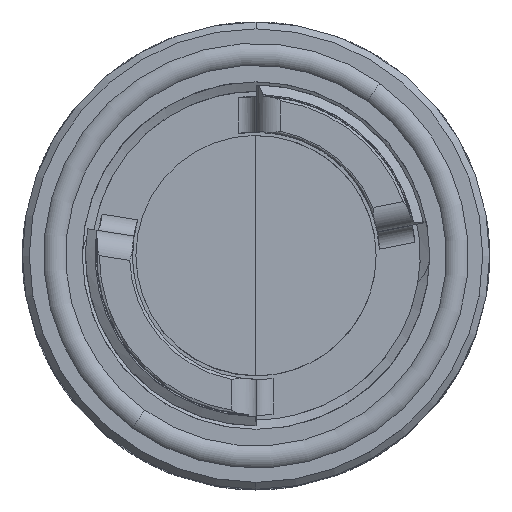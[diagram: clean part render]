
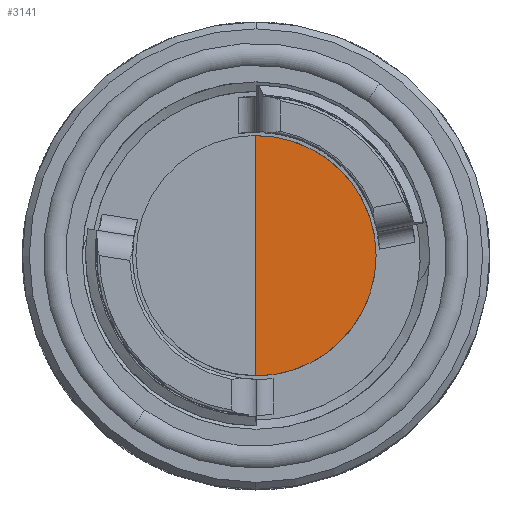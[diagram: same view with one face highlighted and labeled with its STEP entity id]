
A CAD part, top view. The second image highlights one B-rep face of the part: STEP entity #3141.
In plain terms, the highlighted planar face has unit normal (0, 0, 1).
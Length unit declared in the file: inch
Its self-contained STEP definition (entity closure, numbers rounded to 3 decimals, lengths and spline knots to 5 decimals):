
#118 = AXIS2_PLACEMENT_3D ( 'NONE', #6382, #4884, #7635 ) ;
#620 = CARTESIAN_POINT ( 'NONE',  ( 0., 0., -0.754 ) ) ;
#757 = FACE_OUTER_BOUND ( 'NONE', #8445, .T. ) ;
#806 = DIRECTION ( 'NONE',  ( 0., 0., 1. ) ) ;
#1347 = DIRECTION ( 'NONE',  ( 0., 1., 0. ) ) ;
#1619 = EDGE_CURVE ( 'NONE', #7336, #6714, #9237, .T. ) ;
#2638 = EDGE_CURVE ( 'NONE', #6714, #3994, #4163, .T. ) ;
#3141 = ADVANCED_FACE ( 'NONE', ( #757 ), #8664, .F. ) ;
#3148 = DIRECTION ( 'NONE',  ( 0., 0., -1. ) ) ;
#3510 = CARTESIAN_POINT ( 'NONE',  ( 0.43699, 0., -0.754 ) ) ;
#3994 = VERTEX_POINT ( 'NONE', #6562 ) ;
#4163 = CIRCLE ( 'NONE', #118, 0.43699 ) ;
#4270 = ORIENTED_EDGE ( 'NONE', *, *, #2638, .T. ) ;
#4752 = VECTOR ( 'NONE', #1347, 39.37008 ) ;
#4884 = DIRECTION ( 'NONE',  ( 0., 0., 1. ) ) ;
#5194 = EDGE_CURVE ( 'NONE', #7336, #3994, #7750, .T. ) ;
#5207 = AXIS2_PLACEMENT_3D ( 'NONE', #620, #806, #8564 ) ;
#5413 = ORIENTED_EDGE ( 'NONE', *, *, #1619, .T. ) ;
#5804 = AXIS2_PLACEMENT_3D ( 'NONE', #6559, #3148, #8174 ) ;
#6382 = CARTESIAN_POINT ( 'NONE',  ( 0., 0., -0.754 ) ) ;
#6559 = CARTESIAN_POINT ( 'NONE',  ( 0., 0., -0.754 ) ) ;
#6562 = CARTESIAN_POINT ( 'NONE',  ( -0.003, 0.43698, -0.754 ) ) ;
#6714 = VERTEX_POINT ( 'NONE', #3510 ) ;
#7336 = VERTEX_POINT ( 'NONE', #8289 ) ;
#7635 = DIRECTION ( 'NONE',  ( 1., 0., 0. ) ) ;
#7750 = LINE ( 'NONE', #9077, #4752 ) ;
#7926 = ORIENTED_EDGE ( 'NONE', *, *, #5194, .F. ) ;
#8174 = DIRECTION ( 'NONE',  ( -1., 0., 0. ) ) ;
#8289 = CARTESIAN_POINT ( 'NONE',  ( -0.003, -0.43698, -0.754 ) ) ;
#8445 = EDGE_LOOP ( 'NONE', ( #7926, #5413, #4270 ) ) ;
#8564 = DIRECTION ( 'NONE',  ( 1., 0., 0. ) ) ;
#8664 = PLANE ( 'NONE',  #5804 ) ;
#9077 = CARTESIAN_POINT ( 'NONE',  ( -0.003, 0., -0.754 ) ) ;
#9237 = CIRCLE ( 'NONE', #5207, 0.43699 ) ;
